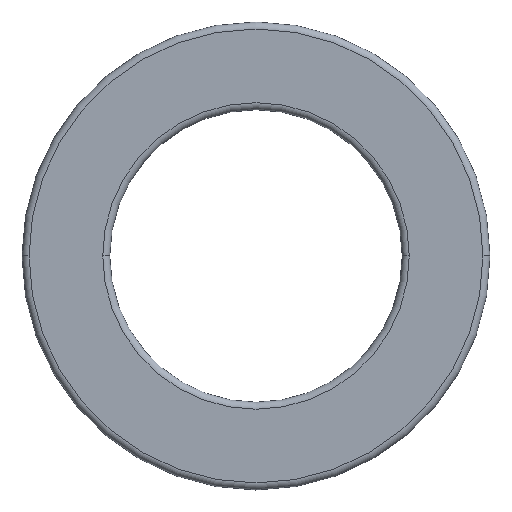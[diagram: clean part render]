
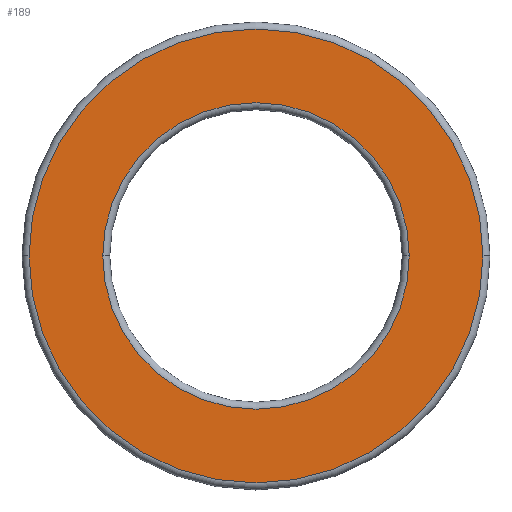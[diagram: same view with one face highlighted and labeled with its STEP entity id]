
A CAD part, top view. The second image highlights one B-rep face of the part: STEP entity #189.
In plain terms, the highlighted planar face has unit normal (0, 0, 1).
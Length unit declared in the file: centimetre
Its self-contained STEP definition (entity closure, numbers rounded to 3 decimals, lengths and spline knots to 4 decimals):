
#9 = DIRECTION ( 'NONE',  ( 1., 0., 0. ) ) ;
#10 = ORIENTED_EDGE ( 'NONE', *, *, #134, .T. ) ;
#12 = CIRCLE ( 'NONE', #166, 1.6637 ) ;
#17 = CARTESIAN_POINT ( 'NONE',  ( 0., 0., 0.1588 ) ) ;
#40 = FACE_OUTER_BOUND ( 'NONE', #319, .T. ) ;
#45 = FACE_BOUND ( 'NONE', #432, .T. ) ;
#64 = DIRECTION ( 'NONE',  ( 1., 0., 0. ) ) ;
#65 = EDGE_CURVE ( 'NONE', #120, #103, #300, .T. ) ;
#75 = VERTEX_POINT ( 'NONE', #105 ) ;
#76 = DIRECTION ( 'NONE',  ( 0., 0., 1. ) ) ;
#81 = DIRECTION ( 'NONE',  ( 0., 0., 1. ) ) ;
#103 = VERTEX_POINT ( 'NONE', #410 ) ;
#105 = CARTESIAN_POINT ( 'NONE',  ( -2.4638, 0., 0.1588 ) ) ;
#113 = CARTESIAN_POINT ( 'NONE',  ( 0., 0., 0.1588 ) ) ;
#116 = ORIENTED_EDGE ( 'NONE', *, *, #202, .T. ) ;
#120 = VERTEX_POINT ( 'NONE', #133 ) ;
#130 = CARTESIAN_POINT ( 'NONE',  ( 0., 0., 0.1588 ) ) ;
#133 = CARTESIAN_POINT ( 'NONE',  ( 1.6637, 0., 0.1588 ) ) ;
#134 = EDGE_CURVE ( 'NONE', #294, #75, #349, .T. ) ;
#145 = DIRECTION ( 'NONE',  ( 0., 0., 1. ) ) ;
#147 = PLANE ( 'NONE',  #243 ) ;
#151 = ORIENTED_EDGE ( 'NONE', *, *, #400, .T. ) ;
#160 = DIRECTION ( 'NONE',  ( 0., 0., -1. ) ) ;
#166 = AXIS2_PLACEMENT_3D ( 'NONE', #17, #160, #335 ) ;
#177 = ORIENTED_EDGE ( 'NONE', *, *, #65, .T. ) ;
#189 = ADVANCED_FACE ( 'NONE', ( #45, #40 ), #147, .T. ) ;
#192 = CARTESIAN_POINT ( 'NONE',  ( 2.4638, 0., 0.1588 ) ) ;
#202 = EDGE_CURVE ( 'NONE', #75, #294, #441, .T. ) ;
#215 = DIRECTION ( 'NONE',  ( 1., 0., 0. ) ) ;
#217 = AXIS2_PLACEMENT_3D ( 'NONE', #426, #81, #215 ) ;
#243 = AXIS2_PLACEMENT_3D ( 'NONE', #113, #145, #288 ) ;
#283 = CARTESIAN_POINT ( 'NONE',  ( 0., 0., 0.1588 ) ) ;
#288 = DIRECTION ( 'NONE',  ( 1., 0., 0. ) ) ;
#292 = AXIS2_PLACEMENT_3D ( 'NONE', #283, #76, #9 ) ;
#294 = VERTEX_POINT ( 'NONE', #192 ) ;
#300 = CIRCLE ( 'NONE', #342, 1.6637 ) ;
#319 = EDGE_LOOP ( 'NONE', ( #10, #116 ) ) ;
#335 = DIRECTION ( 'NONE',  ( 1., 0., 0. ) ) ;
#342 = AXIS2_PLACEMENT_3D ( 'NONE', #130, #379, #64 ) ;
#349 = CIRCLE ( 'NONE', #292, 2.4638 ) ;
#379 = DIRECTION ( 'NONE',  ( 0., 0., -1. ) ) ;
#400 = EDGE_CURVE ( 'NONE', #103, #120, #12, .T. ) ;
#410 = CARTESIAN_POINT ( 'NONE',  ( -1.6637, 0., 0.1588 ) ) ;
#426 = CARTESIAN_POINT ( 'NONE',  ( 0., 0., 0.1588 ) ) ;
#432 = EDGE_LOOP ( 'NONE', ( #177, #151 ) ) ;
#441 = CIRCLE ( 'NONE', #217, 2.4638 ) ;
